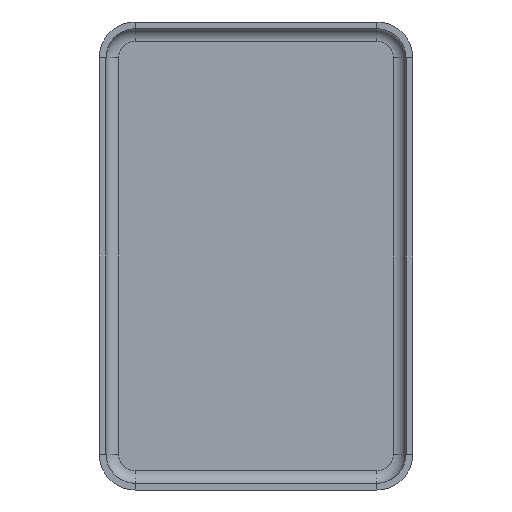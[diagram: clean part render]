
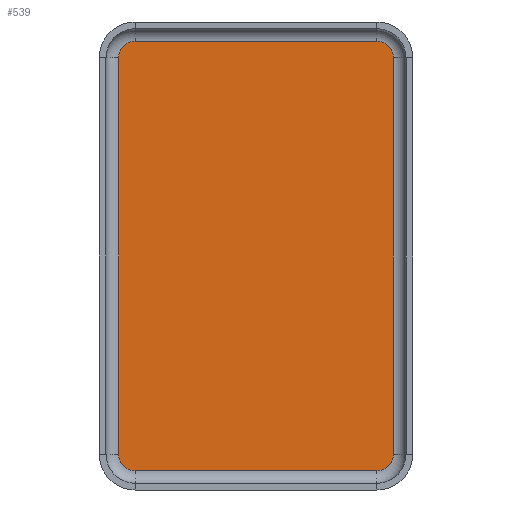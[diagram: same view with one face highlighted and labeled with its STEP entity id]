
A CAD part, front view. The second image highlights one B-rep face of the part: STEP entity #539.
In plain terms, the highlighted planar face has unit normal (0, -1, 0).
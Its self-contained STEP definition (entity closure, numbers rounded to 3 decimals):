
#7 = CARTESIAN_POINT ( 'NONE',  ( 6.14, -0.3, -8.85 ) ) ;
#33 = EDGE_CURVE ( 'NONE', #376, #1023, #485, .T. ) ;
#36 = DIRECTION ( 'NONE',  ( 0., -1., 0. ) ) ;
#48 = AXIS2_PLACEMENT_3D ( 'NONE', #658, #123, #572 ) ;
#51 = EDGE_CURVE ( 'NONE', #323, #124, #675, .T. ) ;
#55 = DIRECTION ( 'NONE',  ( 0., 0., -1. ) ) ;
#66 = EDGE_CURVE ( 'NONE', #117, #941, #561, .T. ) ;
#70 = EDGE_LOOP ( 'NONE', ( #867, #1118, #922, #493, #157, #926, #541, #664 ) ) ;
#83 = VECTOR ( 'NONE', #1136, 1000. ) ;
#110 = CARTESIAN_POINT ( 'NONE',  ( -5.4, -0.3, -8.85 ) ) ;
#114 = CARTESIAN_POINT ( 'NONE',  ( 6.14, -0.3, -8.85 ) ) ;
#117 = VERTEX_POINT ( 'NONE', #385 ) ;
#123 = DIRECTION ( 'NONE',  ( 0., -1., 0. ) ) ;
#124 = VERTEX_POINT ( 'NONE', #752 ) ;
#134 = AXIS2_PLACEMENT_3D ( 'NONE', #403, #511, #55 ) ;
#157 = ORIENTED_EDGE ( 'NONE', *, *, #437, .T. ) ;
#161 = CARTESIAN_POINT ( 'NONE',  ( 5.4, -0.3, 9.59 ) ) ;
#187 = DIRECTION ( 'NONE',  ( 0., 0., -1. ) ) ;
#191 = DIRECTION ( 'NONE',  ( 0., 0., 1. ) ) ;
#222 = EDGE_CURVE ( 'NONE', #1103, #476, #1064, .T. ) ;
#248 = DIRECTION ( 'NONE',  ( 0., 0., -1. ) ) ;
#303 = LINE ( 'NONE', #1003, #344 ) ;
#309 = VECTOR ( 'NONE', #191, 1000. ) ;
#312 = PLANE ( 'NONE',  #479 ) ;
#323 = VERTEX_POINT ( 'NONE', #823 ) ;
#344 = VECTOR ( 'NONE', #187, 1000. ) ;
#374 = CARTESIAN_POINT ( 'NONE',  ( -5.4, -0.3, -9.59 ) ) ;
#376 = VERTEX_POINT ( 'NONE', #1095 ) ;
#378 = LINE ( 'NONE', #7, #309 ) ;
#385 = CARTESIAN_POINT ( 'NONE',  ( 6.14, -0.3, 8.85 ) ) ;
#403 = CARTESIAN_POINT ( 'NONE',  ( 5.4, -0.3, -8.85 ) ) ;
#425 = VECTOR ( 'NONE', #1100, 1000. ) ;
#437 = EDGE_CURVE ( 'NONE', #1023, #323, #303, .T. ) ;
#441 = CARTESIAN_POINT ( 'NONE',  ( 5.4, -0.3, -9.59 ) ) ;
#472 = EDGE_CURVE ( 'NONE', #124, #1103, #757, .T. ) ;
#476 = VERTEX_POINT ( 'NONE', #114 ) ;
#479 = AXIS2_PLACEMENT_3D ( 'NONE', #1165, #1073, #982 ) ;
#485 = CIRCLE ( 'NONE', #1143, 0.74 ) ;
#491 = FACE_OUTER_BOUND ( 'NONE', #70, .T. ) ;
#493 = ORIENTED_EDGE ( 'NONE', *, *, #33, .T. ) ;
#511 = DIRECTION ( 'NONE',  ( 0., -1., 0. ) ) ;
#539 = ADVANCED_FACE ( 'NONE', ( #491 ), #312, .T. ) ;
#541 = ORIENTED_EDGE ( 'NONE', *, *, #472, .T. ) ;
#561 = CIRCLE ( 'NONE', #48, 0.74 ) ;
#572 = DIRECTION ( 'NONE',  ( 0., 0., -1. ) ) ;
#616 = LINE ( 'NONE', #161, #83 ) ;
#658 = CARTESIAN_POINT ( 'NONE',  ( 5.4, -0.3, 8.85 ) ) ;
#664 = ORIENTED_EDGE ( 'NONE', *, *, #222, .T. ) ;
#675 = CIRCLE ( 'NONE', #1033, 0.74 ) ;
#718 = EDGE_CURVE ( 'NONE', #476, #117, #378, .T. ) ;
#752 = CARTESIAN_POINT ( 'NONE',  ( -5.4, -0.3, -9.59 ) ) ;
#757 = LINE ( 'NONE', #374, #425 ) ;
#799 = CARTESIAN_POINT ( 'NONE',  ( 5.4, -0.3, 9.59 ) ) ;
#823 = CARTESIAN_POINT ( 'NONE',  ( -6.14, -0.3, -8.85 ) ) ;
#867 = ORIENTED_EDGE ( 'NONE', *, *, #718, .T. ) ;
#875 = CARTESIAN_POINT ( 'NONE',  ( -6.14, -0.3, 8.85 ) ) ;
#922 = ORIENTED_EDGE ( 'NONE', *, *, #1026, .T. ) ;
#926 = ORIENTED_EDGE ( 'NONE', *, *, #51, .T. ) ;
#941 = VERTEX_POINT ( 'NONE', #799 ) ;
#982 = DIRECTION ( 'NONE',  ( 0., 0., -1. ) ) ;
#1003 = CARTESIAN_POINT ( 'NONE',  ( -6.14, -0.3, 8.85 ) ) ;
#1004 = DIRECTION ( 'NONE',  ( 0., -1., 0. ) ) ;
#1023 = VERTEX_POINT ( 'NONE', #875 ) ;
#1026 = EDGE_CURVE ( 'NONE', #941, #376, #616, .T. ) ;
#1033 = AXIS2_PLACEMENT_3D ( 'NONE', #110, #36, #1110 ) ;
#1064 = CIRCLE ( 'NONE', #134, 0.74 ) ;
#1067 = CARTESIAN_POINT ( 'NONE',  ( -5.4, -0.3, 8.85 ) ) ;
#1073 = DIRECTION ( 'NONE',  ( 0., -1., 0. ) ) ;
#1095 = CARTESIAN_POINT ( 'NONE',  ( -5.4, -0.3, 9.59 ) ) ;
#1100 = DIRECTION ( 'NONE',  ( 1., 0., 0. ) ) ;
#1103 = VERTEX_POINT ( 'NONE', #441 ) ;
#1110 = DIRECTION ( 'NONE',  ( 0., 0., -1. ) ) ;
#1118 = ORIENTED_EDGE ( 'NONE', *, *, #66, .T. ) ;
#1136 = DIRECTION ( 'NONE',  ( -1., 0., 0. ) ) ;
#1143 = AXIS2_PLACEMENT_3D ( 'NONE', #1067, #1004, #248 ) ;
#1165 = CARTESIAN_POINT ( 'NONE',  ( 5.4, -0.3, -8.85 ) ) ;
